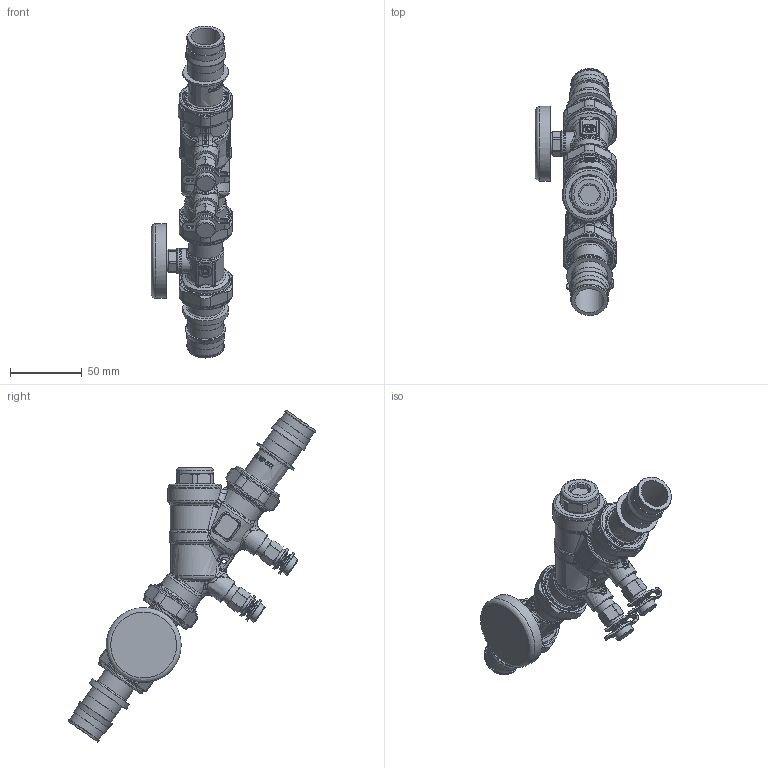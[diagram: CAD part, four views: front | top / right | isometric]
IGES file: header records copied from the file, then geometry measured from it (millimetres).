
Global section: file name: 128463AFC_Simplify_1; native system: Autodesk Inventor 2025; preprocessor: unknown; author: ischreiner; date: 20250721.113824; units: inch
Bounding box: 56.91 x 173 x 231.91 mm (x, y, z)
Volume: 231971 mm3; surface area: 65974.9 mm2
Topology: 8 solids, 8 shells, 2269 faces, 5704 edges, 3435 vertices
Faces by surface type: bspline 2269
